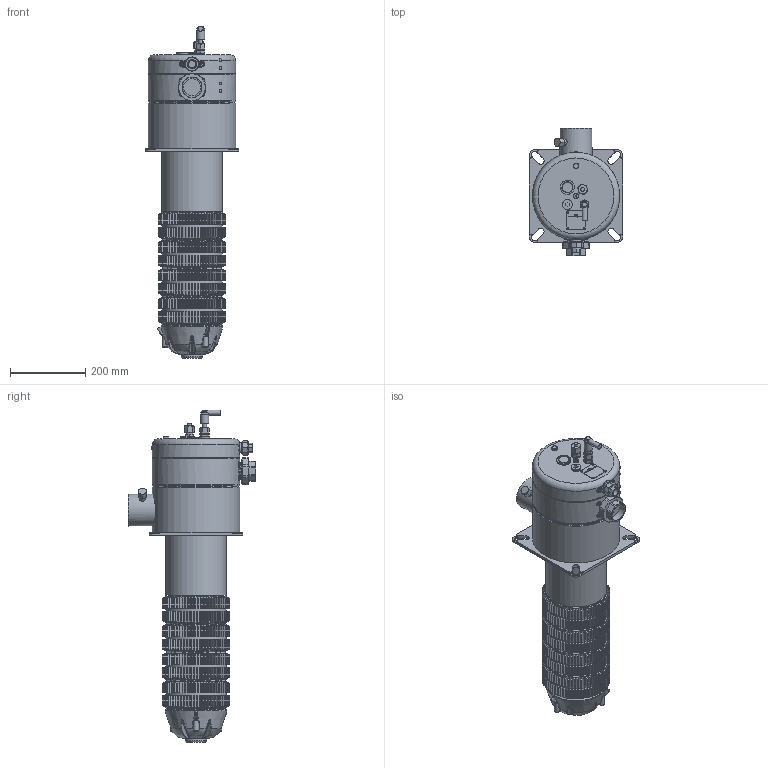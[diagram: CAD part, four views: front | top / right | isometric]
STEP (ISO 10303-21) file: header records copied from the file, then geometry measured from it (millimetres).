
FILE_DESCRIPTION(/* description */ (''),/* implementation_level */ '2;1');
FILE_NAME(/* name */ 'CAD00004636_Shrinkwrap_1.stp',/* time_stamp */ '2019-01-09T15:27:07+01:00',/* author */ ('S.Wolff'),/* organization */ (''),/* preprocessor_version */ 'ST-DEVELOPER v17',/* originating_system */ 'Autodesk Inventor 2019',/* authorisation */ '');
FILE_SCHEMA (('AUTOMOTIVE_DESIGN { 1 0 10303 214 3 1 1 }'));
Products named in the file (1): CAD00004636_Shrinkwrap_1
Bounding box: 248 x 340.49 x 883.4 mm (x, y, z)
Volume: 21821512.4 mm3; surface area: 1066857.4 mm2
Topology: 3 solids, 3 shells, 4730 faces, 12167 edges, 8061 vertices
Faces by surface type: plane 3282, cone 728, bspline 378, cylinder 296, torus 38, sphere 8
Full cylindrical faces by diameter (mm): 0.5 x1, 4.5 x1, 5 x4, 9 x1, 10 x9, 11.4 x1, 13 x2, 13.4 x1, 14 x2, 15 x1, 15.6 x1, 16.6 x1, 17.6 x1, 18.631 x1, 21.5 x1, 21.8 x1, 22 x1, 25.9 x1, 26 x1, 28 x1, 29.5 x1, 30 x1, 35.9 x1, 38 x1, 40 x1, 44.5 x2, 44.845 x1, 48 x1, 50 x1, 58 x1
Entity records: 153302 total; most frequent: CARTESIAN_POINT 39060, ORIENTED_EDGE 24306, DIRECTION 20665, EDGE_CURVE 12153, VERTEX_POINT 8062, AXIS2_PLACEMENT_3D 6992, LINE 6681, VECTOR 6681
